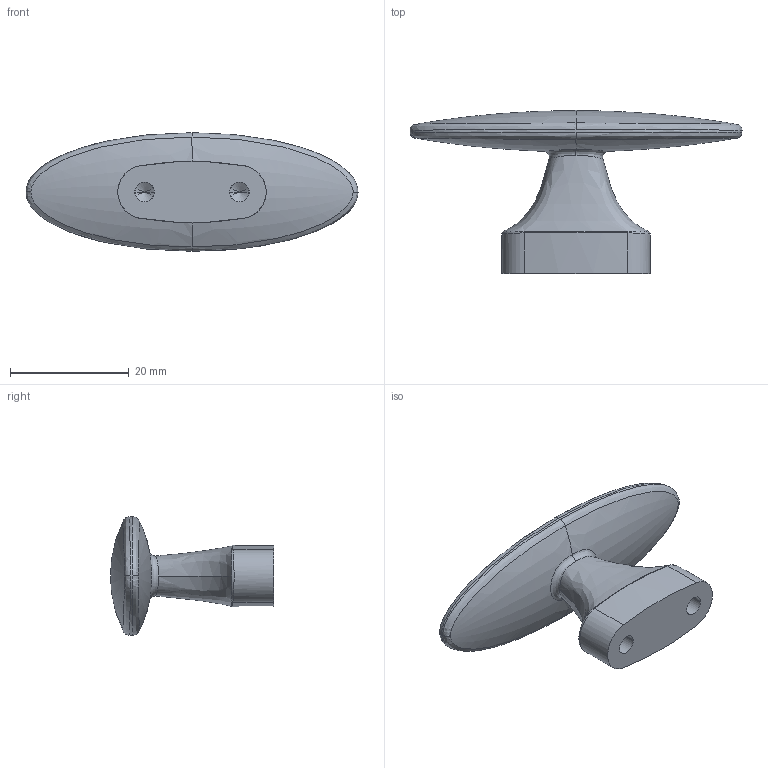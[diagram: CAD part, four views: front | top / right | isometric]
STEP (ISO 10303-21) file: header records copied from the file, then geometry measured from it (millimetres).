
FILE_DESCRIPTION(('Creo Elements/Direct Modeling STEP Export'),'2;1');
FILE_NAME('2441-56.stp','2019-02-13T11:48:16',(''),(''),'Creo Elements/Direct Modeling STEP processor for AP214 (Solid Model)','Creo Elements/Direct Modeling 20.0 12-Nov-2016 (C) Parametric Technology GmbH','');
FILE_SCHEMA(('AUTOMOTIVE_DESIGN { 1 0 10303 214 1 1 1 1 }'));
Length unit declared in the file: millimetre
Products named in the file (1): 2441-56
Bounding box: 56 x 27.5 x 20 mm (x, y, z)
Volume: 6752.8 mm3; surface area: 3308.8 mm2
Topology: 1 solids, 1 shells, 41 faces, 102 edges, 63 vertices
Faces by surface type: bspline 20, cylinder 12, cone 4, plane 3, extrusion 2
Entity records: 31619 total; most frequent: CARTESIAN_POINT 30781, ORIENTED_EDGE 196, DIRECTION 110, EDGE_CURVE 98, VERTEX_POINT 63, B_SPLINE_CURVE_WITH_KNOTS 47, AXIS2_PLACEMENT_3D 45, EDGE_LOOP 45
